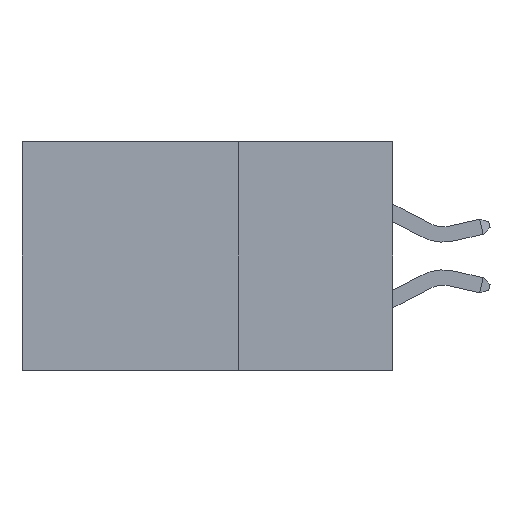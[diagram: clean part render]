
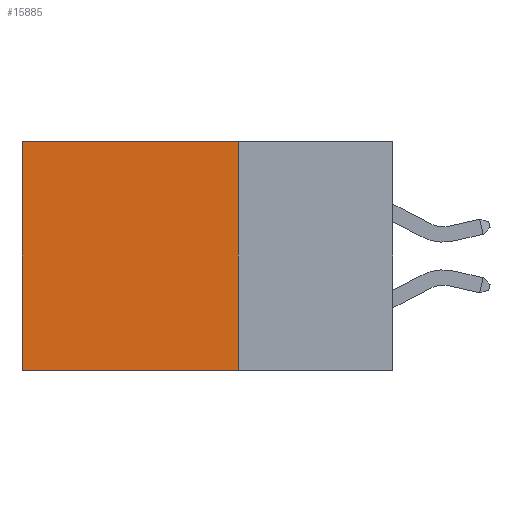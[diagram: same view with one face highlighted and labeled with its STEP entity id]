
A CAD part, left-side view. The second image highlights one B-rep face of the part: STEP entity #15885.
In plain terms, the highlighted planar face has unit normal (-1, 0, 0).
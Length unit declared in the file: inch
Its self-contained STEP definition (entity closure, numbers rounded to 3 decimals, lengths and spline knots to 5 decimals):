
#324 = ORIENTED_EDGE ( 'NONE', *, *, #31700, .F. ) ;
#632 = DIRECTION ( 'NONE',  ( 0., 0., -1. ) ) ;
#1458 = LINE ( 'NONE', #9396, #15080 ) ;
#1788 = DIRECTION ( 'NONE',  ( 0., 0., -1. ) ) ;
#2160 = CARTESIAN_POINT ( 'NONE',  ( 0.2875, 0.25, 0. ) ) ;
#2218 = VECTOR ( 'NONE', #632, 39.37008 ) ;
#3328 = ORIENTED_EDGE ( 'NONE', *, *, #31852, .T. ) ;
#6827 = ORIENTED_EDGE ( 'NONE', *, *, #13628, .T. ) ;
#8405 = CARTESIAN_POINT ( 'NONE',  ( 0.2875, 0.6, 0. ) ) ;
#9396 = CARTESIAN_POINT ( 'NONE',  ( 0.2875, 0.25, 0. ) ) ;
#9537 = CARTESIAN_POINT ( 'NONE',  ( 0.2875, 0.6, 0. ) ) ;
#9619 = DIRECTION ( 'NONE',  ( 0., 1., 0. ) ) ;
#10268 = VECTOR ( 'NONE', #9619, 39.37008 ) ;
#10456 = EDGE_LOOP ( 'NONE', ( #6827, #324, #23403, #3328 ) ) ;
#10721 = VERTEX_POINT ( 'NONE', #8405 ) ;
#10971 = LINE ( 'NONE', #9537, #2218 ) ;
#12526 = EDGE_CURVE ( 'NONE', #23672, #14076, #30002, .T. ) ;
#12586 = VERTEX_POINT ( 'NONE', #30949 ) ;
#13125 = CARTESIAN_POINT ( 'NONE',  ( 0.2875, 0.25, 0. ) ) ;
#13628 = EDGE_CURVE ( 'NONE', #10721, #12586, #10971, .T. ) ;
#13722 = VECTOR ( 'NONE', #1788, 39.37008 ) ;
#14076 = VERTEX_POINT ( 'NONE', #21215 ) ;
#15080 = VECTOR ( 'NONE', #32417, 39.37008 ) ;
#15885 = ADVANCED_FACE ( 'NONE', ( #31456 ), #32861, .F. ) ;
#18865 = CARTESIAN_POINT ( 'NONE',  ( 0.2875, 0.25, 0. ) ) ;
#21117 = DIRECTION ( 'NONE',  ( 0., 0., -1. ) ) ;
#21215 = CARTESIAN_POINT ( 'NONE',  ( 0.2875, 0.25, -0.37 ) ) ;
#23297 = AXIS2_PLACEMENT_3D ( 'NONE', #18865, #31110, #21117 ) ;
#23403 = ORIENTED_EDGE ( 'NONE', *, *, #12526, .F. ) ;
#23672 = VERTEX_POINT ( 'NONE', #13125 ) ;
#28942 = CARTESIAN_POINT ( 'NONE',  ( 0.2875, 0.25, -0.37 ) ) ;
#29176 = LINE ( 'NONE', #28942, #10268 ) ;
#30002 = LINE ( 'NONE', #2160, #13722 ) ;
#30949 = CARTESIAN_POINT ( 'NONE',  ( 0.2875, 0.6, -0.37 ) ) ;
#31110 = DIRECTION ( 'NONE',  ( 1., 0., 0. ) ) ;
#31456 = FACE_OUTER_BOUND ( 'NONE', #10456, .T. ) ;
#31700 = EDGE_CURVE ( 'NONE', #14076, #12586, #29176, .T. ) ;
#31852 = EDGE_CURVE ( 'NONE', #23672, #10721, #1458, .T. ) ;
#32417 = DIRECTION ( 'NONE',  ( 0., 1., 0. ) ) ;
#32861 = PLANE ( 'NONE',  #23297 ) ;
